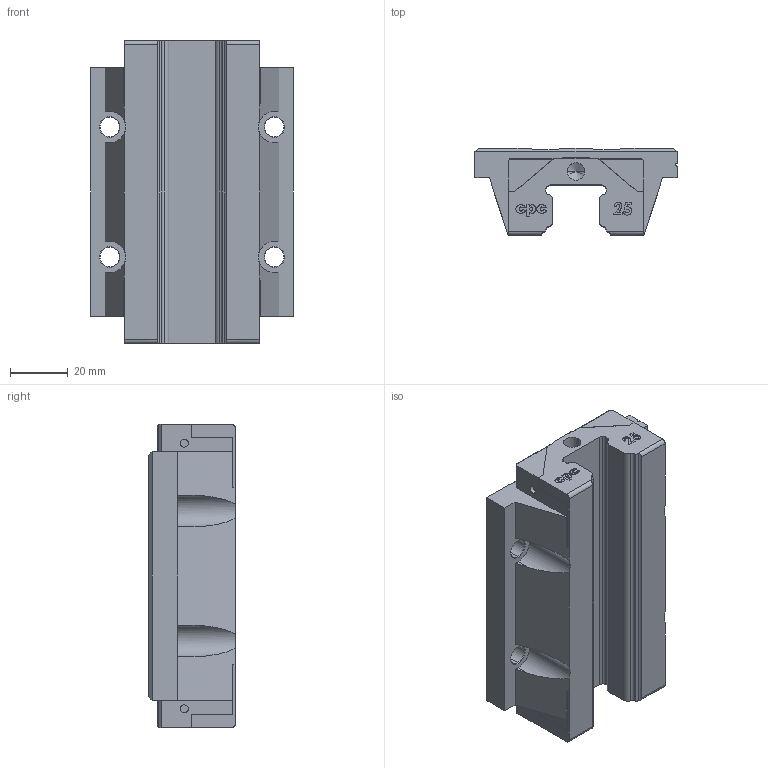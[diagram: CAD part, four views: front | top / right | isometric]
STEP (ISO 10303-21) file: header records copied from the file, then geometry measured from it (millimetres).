
FILE_DESCRIPTION (( 'STEP AP214' ), '1' );
FILE_NAME ('HRC25FL-block.STEP', '2013-03-11T10:53:29', ( 'CPC' ), ( '' ), 'SwSTEP 2.0', 'SolidWorks 2010', '' );
FILE_SCHEMA (( 'AUTOMOTIVE_DESIGN' ));
Length unit declared in the file: millimetre
Products named in the file (1): HRC25FL-block
Bounding box: 70 x 30 x 105 mm (x, y, z)
Volume: 137602.9 mm3; surface area: 27050.9 mm2
Topology: 1 solids, 1 shells, 330 faces, 900 edges, 590 vertices
Faces by surface type: plane 161, bspline 86, cylinder 63, cone 20
Entity records: 17874 total; most frequent: CARTESIAN_POINT 9591, ORIENTED_EDGE 1792, DIRECTION 1292, EDGE_CURVE 896, VERTEX_POINT 590, VECTOR 566, LINE 566, AXIS2_PLACEMENT_3D 363
